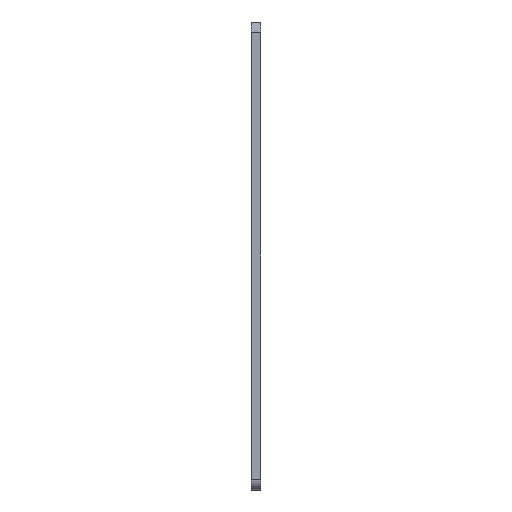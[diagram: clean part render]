
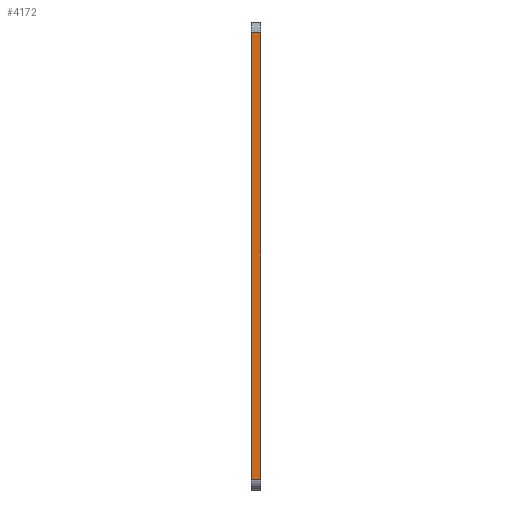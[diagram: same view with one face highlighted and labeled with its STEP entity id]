
A CAD part, left-side view. The second image highlights one B-rep face of the part: STEP entity #4172.
In plain terms, the highlighted planar face has unit normal (-1, 0, 0).
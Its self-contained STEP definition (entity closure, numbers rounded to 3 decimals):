
#238=PLANE('',#4425);
#434=FACE_OUTER_BOUND('',#681,.T.);
#681=EDGE_LOOP('',(#3942,#3943,#3944,#3945));
#691=LINE('',#5492,#1234);
#865=LINE('',#5873,#1408);
#1224=LINE('',#6617,#1767);
#1226=LINE('',#6620,#1769);
#1234=VECTOR('',#4473,10.);
#1408=VECTOR('',#4681,10.);
#1767=VECTOR('',#5440,10.);
#1769=VECTOR('',#5444,10.);
#1826=VERTEX_POINT('',#5489);
#1827=VERTEX_POINT('',#5491);
#2016=VERTEX_POINT('',#5870);
#2017=VERTEX_POINT('',#5872);
#2221=EDGE_CURVE('',#1827,#1826,#691,.T.);
#2411=EDGE_CURVE('',#2017,#2016,#865,.T.);
#2784=EDGE_CURVE('',#2017,#1826,#1224,.T.);
#2786=EDGE_CURVE('',#1827,#2016,#1226,.T.);
#3942=ORIENTED_EDGE('',*,*,#2784,.F.);
#3943=ORIENTED_EDGE('',*,*,#2411,.T.);
#3944=ORIENTED_EDGE('',*,*,#2786,.F.);
#3945=ORIENTED_EDGE('',*,*,#2221,.T.);
#4172=ADVANCED_FACE('',(#434),#238,.T.);
#4425=AXIS2_PLACEMENT_3D('',#6619,#5442,#5443);
#4473=DIRECTION('',(0.,0.,-1.));
#4681=DIRECTION('',(0.,0.,1.));
#5440=DIRECTION('',(0.,1.,0.));
#5442=DIRECTION('center_axis',(-1.,0.,0.));
#5443=DIRECTION('ref_axis',(0.,0.,1.));
#5444=DIRECTION('',(0.,-1.,0.));
#5489=CARTESIAN_POINT('',(-129.078,256.08,2.93));
#5491=CARTESIAN_POINT('',(-129.078,256.08,129.143));
#5492=CARTESIAN_POINT('',(-129.078,256.08,132.143));
#5870=CARTESIAN_POINT('',(-129.078,253.39,129.143));
#5872=CARTESIAN_POINT('',(-129.078,253.39,2.93));
#5873=CARTESIAN_POINT('',(-129.078,253.39,132.143));
#6617=CARTESIAN_POINT('',(-129.078,253.39,2.93));
#6619=CARTESIAN_POINT('Origin',(-129.078,253.39,-0.07));
#6620=CARTESIAN_POINT('',(-129.078,253.39,129.143));
